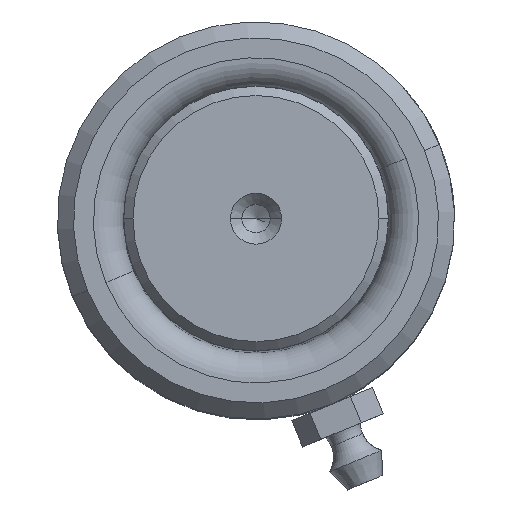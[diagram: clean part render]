
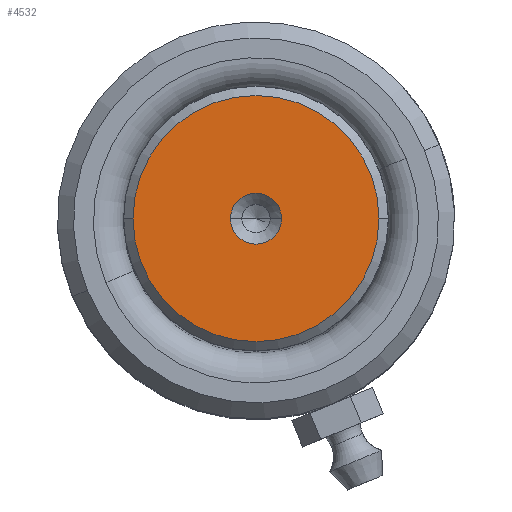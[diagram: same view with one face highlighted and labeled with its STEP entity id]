
A CAD part, top view. The second image highlights one B-rep face of the part: STEP entity #4532.
In plain terms, the highlighted planar face has unit normal (0, 0, 1).
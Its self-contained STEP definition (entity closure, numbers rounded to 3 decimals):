
#226 = AXIS2_PLACEMENT_3D ( 'NONE', #3101, #2543, #7183 ) ;
#330 = DIRECTION ( 'NONE',  ( 0., 0., 1. ) ) ;
#886 = FACE_OUTER_BOUND ( 'NONE', #4754, .T. ) ;
#899 = ORIENTED_EDGE ( 'NONE', *, *, #5288, .F. ) ;
#991 = DIRECTION ( 'NONE',  ( 1., 0., 0. ) ) ;
#1172 = VERTEX_POINT ( 'NONE', #4214 ) ;
#1334 = CIRCLE ( 'NONE', #2950, 13.012 ) ;
#1481 = ORIENTED_EDGE ( 'NONE', *, *, #6149, .F. ) ;
#1825 = DIRECTION ( 'NONE',  ( 1., 0., 0. ) ) ;
#2237 = DIRECTION ( 'NONE',  ( 1., 0., 0. ) ) ;
#2501 = CIRCLE ( 'NONE', #5900, 2.7 ) ;
#2510 = EDGE_LOOP ( 'NONE', ( #899, #1481 ) ) ;
#2543 = DIRECTION ( 'NONE',  ( 0., 0., 1. ) ) ;
#2763 = CIRCLE ( 'NONE', #226, 2.7 ) ;
#2826 = VERTEX_POINT ( 'NONE', #4142 ) ;
#2921 = VERTEX_POINT ( 'NONE', #4211 ) ;
#2950 = AXIS2_PLACEMENT_3D ( 'NONE', #5227, #6422, #1825 ) ;
#3010 = AXIS2_PLACEMENT_3D ( 'NONE', #6330, #4573, #2237 ) ;
#3101 = CARTESIAN_POINT ( 'NONE',  ( 0., 0., 170. ) ) ;
#3296 = CARTESIAN_POINT ( 'NONE',  ( 0., 0., 170. ) ) ;
#3410 = AXIS2_PLACEMENT_3D ( 'NONE', #7377, #330, #6758 ) ;
#3787 = CARTESIAN_POINT ( 'NONE',  ( -2.7, 0., 170. ) ) ;
#3972 = EDGE_CURVE ( 'NONE', #2921, #2826, #1334, .T. ) ;
#4098 = VERTEX_POINT ( 'NONE', #3787 ) ;
#4142 = CARTESIAN_POINT ( 'NONE',  ( 13.012, 0., 170. ) ) ;
#4211 = CARTESIAN_POINT ( 'NONE',  ( -13.012, 0., 170. ) ) ;
#4214 = CARTESIAN_POINT ( 'NONE',  ( 2.7, 0., 170. ) ) ;
#4474 = DIRECTION ( 'NONE',  ( 0., 0., 1. ) ) ;
#4532 = ADVANCED_FACE ( 'NONE', ( #6711, #886 ), #6839, .T. ) ;
#4573 = DIRECTION ( 'NONE',  ( 0., 0., 1. ) ) ;
#4610 = CIRCLE ( 'NONE', #3410, 13.012 ) ;
#4754 = EDGE_LOOP ( 'NONE', ( #5077, #5116 ) ) ;
#4783 = EDGE_CURVE ( 'NONE', #2826, #2921, #4610, .T. ) ;
#5077 = ORIENTED_EDGE ( 'NONE', *, *, #3972, .T. ) ;
#5116 = ORIENTED_EDGE ( 'NONE', *, *, #4783, .T. ) ;
#5227 = CARTESIAN_POINT ( 'NONE',  ( 0., 0., 170. ) ) ;
#5288 = EDGE_CURVE ( 'NONE', #1172, #4098, #2501, .T. ) ;
#5900 = AXIS2_PLACEMENT_3D ( 'NONE', #3296, #4474, #991 ) ;
#6149 = EDGE_CURVE ( 'NONE', #4098, #1172, #2763, .T. ) ;
#6330 = CARTESIAN_POINT ( 'NONE',  ( 0., 0., 170. ) ) ;
#6422 = DIRECTION ( 'NONE',  ( 0., 0., 1. ) ) ;
#6711 = FACE_BOUND ( 'NONE', #2510, .T. ) ;
#6758 = DIRECTION ( 'NONE',  ( 1., 0., 0. ) ) ;
#6839 = PLANE ( 'NONE',  #3010 ) ;
#7183 = DIRECTION ( 'NONE',  ( 1., 0., 0. ) ) ;
#7377 = CARTESIAN_POINT ( 'NONE',  ( 0., 0., 170. ) ) ;
